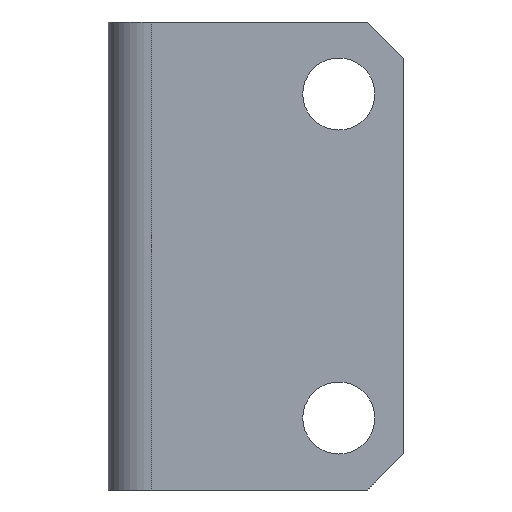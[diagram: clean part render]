
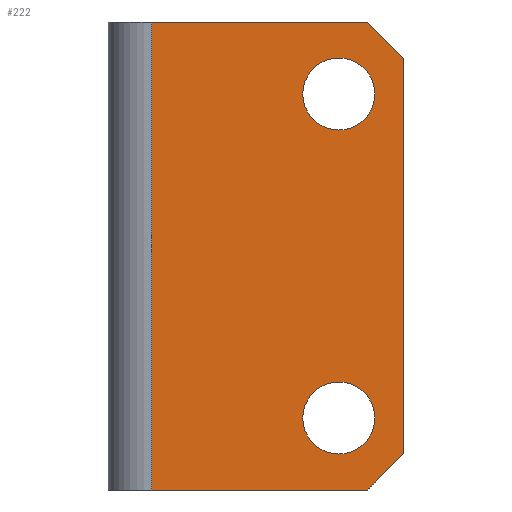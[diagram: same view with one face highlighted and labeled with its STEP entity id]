
A CAD part, front view. The second image highlights one B-rep face of the part: STEP entity #222.
In plain terms, the highlighted planar face has unit normal (0, -1, 0).
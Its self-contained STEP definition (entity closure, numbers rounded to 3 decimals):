
#2 = CIRCLE ( 'NONE', #270, 5. ) ;
#12 = EDGE_LOOP ( 'NONE', ( #147, #825 ) ) ;
#15 = LINE ( 'NONE', #544, #24 ) ;
#17 = FACE_BOUND ( 'NONE', #12, .T. ) ;
#22 = LINE ( 'NONE', #548, #27 ) ;
#24 = VECTOR ( 'NONE', #547, 1000. ) ;
#27 = VECTOR ( 'NONE', #551, 1000. ) ;
#30 = EDGE_LOOP ( 'NONE', ( #740, #813 ) ) ;
#58 = VECTOR ( 'NONE', #600, 1000. ) ;
#61 = VECTOR ( 'NONE', #598, 1000. ) ;
#62 = CIRCLE ( 'NONE', #276, 5. ) ;
#65 = CIRCLE ( 'NONE', #277, 5. ) ;
#66 = LINE ( 'NONE', #599, #58 ) ;
#70 = VECTOR ( 'NONE', #588, 1000. ) ;
#71 = VECTOR ( 'NONE', #590, 1000. ) ;
#72 = LINE ( 'NONE', #589, #71 ) ;
#77 = CIRCLE ( 'NONE', #237, 5. ) ;
#78 = LINE ( 'NONE', #587, #70 ) ;
#79 = LINE ( 'NONE', #597, #61 ) ;
#126 = FACE_OUTER_BOUND ( 'NONE', #172, .T. ) ;
#132 = FACE_BOUND ( 'NONE', #30, .T. ) ;
#147 = ORIENTED_EDGE ( 'NONE', *, *, #316, .T. ) ;
#172 = EDGE_LOOP ( 'NONE', ( #771, #751, #710, #823, #730, #739 ) ) ;
#222 = ADVANCED_FACE ( 'NONE', ( #132, #17, #126 ), #466, .F. ) ;
#237 = AXIS2_PLACEMENT_3D ( 'NONE', #531, #363, #521 ) ;
#245 = EDGE_CURVE ( 'NONE', #432, #415, #77, .T. ) ;
#252 = EDGE_CURVE ( 'NONE', #431, #375, #2, .T. ) ;
#270 = AXIS2_PLACEMENT_3D ( 'NONE', #385, #523, #529 ) ;
#276 = AXIS2_PLACEMENT_3D ( 'NONE', #578, #595, #596 ) ;
#277 = AXIS2_PLACEMENT_3D ( 'NONE', #581, #592, #593 ) ;
#295 = EDGE_CURVE ( 'NONE', #373, #438, #15, .T. ) ;
#297 = EDGE_CURVE ( 'NONE', #413, #414, #22, .T. ) ;
#313 = EDGE_CURVE ( 'NONE', #427, #401, #78, .T. ) ;
#314 = EDGE_CURVE ( 'NONE', #427, #414, #72, .T. ) ;
#315 = EDGE_CURVE ( 'NONE', #375, #431, #65, .T. ) ;
#316 = EDGE_CURVE ( 'NONE', #415, #432, #62, .T. ) ;
#317 = EDGE_CURVE ( 'NONE', #413, #373, #79, .T. ) ;
#318 = EDGE_CURVE ( 'NONE', #438, #401, #66, .T. ) ;
#347 = AXIS2_PLACEMENT_3D ( 'NONE', #465, #464, #463 ) ;
#363 = DIRECTION ( 'NONE',  ( 0., 1., 0. ) ) ;
#373 = VERTEX_POINT ( 'NONE', #643 ) ;
#375 = VERTEX_POINT ( 'NONE', #625 ) ;
#385 = CARTESIAN_POINT ( 'NONE',  ( 32., 0., 55. ) ) ;
#401 = VERTEX_POINT ( 'NONE', #653 ) ;
#413 = VERTEX_POINT ( 'NONE', #659 ) ;
#414 = VERTEX_POINT ( 'NONE', #660 ) ;
#415 = VERTEX_POINT ( 'NONE', #661 ) ;
#427 = VERTEX_POINT ( 'NONE', #670 ) ;
#431 = VERTEX_POINT ( 'NONE', #674 ) ;
#432 = VERTEX_POINT ( 'NONE', #675 ) ;
#438 = VERTEX_POINT ( 'NONE', #679 ) ;
#463 = DIRECTION ( 'NONE',  ( 0., 0., 1. ) ) ;
#464 = DIRECTION ( 'NONE',  ( 0., 1., 0. ) ) ;
#465 = CARTESIAN_POINT ( 'NONE',  ( 0., 0., 65. ) ) ;
#466 = PLANE ( 'NONE',  #347 ) ;
#521 = DIRECTION ( 'NONE',  ( 0., 0., 1. ) ) ;
#523 = DIRECTION ( 'NONE',  ( 0., 1., 0. ) ) ;
#529 = DIRECTION ( 'NONE',  ( 0., 0., 1. ) ) ;
#531 = CARTESIAN_POINT ( 'NONE',  ( 32., 0., 10. ) ) ;
#544 = CARTESIAN_POINT ( 'NONE',  ( 0., 0., 0. ) ) ;
#547 = DIRECTION ( 'NONE',  ( 1., 0., 0. ) ) ;
#548 = CARTESIAN_POINT ( 'NONE',  ( 0., 0., 65. ) ) ;
#551 = DIRECTION ( 'NONE',  ( 1., 0., 0. ) ) ;
#578 = CARTESIAN_POINT ( 'NONE',  ( 32., 0., 10. ) ) ;
#581 = CARTESIAN_POINT ( 'NONE',  ( 32., 0., 55. ) ) ;
#587 = CARTESIAN_POINT ( 'NONE',  ( 41., 0., 65. ) ) ;
#588 = DIRECTION ( 'NONE',  ( 0., 0., -1. ) ) ;
#589 = CARTESIAN_POINT ( 'NONE',  ( 36., 0., 65. ) ) ;
#590 = DIRECTION ( 'NONE',  ( -0.707, 0., 0.707 ) ) ;
#592 = DIRECTION ( 'NONE',  ( 0., 1., 0. ) ) ;
#593 = DIRECTION ( 'NONE',  ( 0., 0., 1. ) ) ;
#595 = DIRECTION ( 'NONE',  ( 0., 1., 0. ) ) ;
#596 = DIRECTION ( 'NONE',  ( 0., 0., 1. ) ) ;
#597 = CARTESIAN_POINT ( 'NONE',  ( 6., 0., 65. ) ) ;
#598 = DIRECTION ( 'NONE',  ( 0., 0., -1. ) ) ;
#599 = CARTESIAN_POINT ( 'NONE',  ( 41., 0., 5. ) ) ;
#600 = DIRECTION ( 'NONE',  ( 0.707, 0., 0.707 ) ) ;
#625 = CARTESIAN_POINT ( 'NONE',  ( 32., 0., 60. ) ) ;
#643 = CARTESIAN_POINT ( 'NONE',  ( 6., 0., 0. ) ) ;
#653 = CARTESIAN_POINT ( 'NONE',  ( 41., 0., 5. ) ) ;
#659 = CARTESIAN_POINT ( 'NONE',  ( 6., 0., 65. ) ) ;
#660 = CARTESIAN_POINT ( 'NONE',  ( 36., 0., 65. ) ) ;
#661 = CARTESIAN_POINT ( 'NONE',  ( 32., 0., 15. ) ) ;
#670 = CARTESIAN_POINT ( 'NONE',  ( 41., 0., 60. ) ) ;
#674 = CARTESIAN_POINT ( 'NONE',  ( 32., 0., 50. ) ) ;
#675 = CARTESIAN_POINT ( 'NONE',  ( 32., 0., 5. ) ) ;
#679 = CARTESIAN_POINT ( 'NONE',  ( 36., 0., 0. ) ) ;
#710 = ORIENTED_EDGE ( 'NONE', *, *, #295, .T. ) ;
#730 = ORIENTED_EDGE ( 'NONE', *, *, #313, .F. ) ;
#739 = ORIENTED_EDGE ( 'NONE', *, *, #314, .T. ) ;
#740 = ORIENTED_EDGE ( 'NONE', *, *, #315, .T. ) ;
#751 = ORIENTED_EDGE ( 'NONE', *, *, #317, .T. ) ;
#771 = ORIENTED_EDGE ( 'NONE', *, *, #297, .F. ) ;
#813 = ORIENTED_EDGE ( 'NONE', *, *, #252, .T. ) ;
#823 = ORIENTED_EDGE ( 'NONE', *, *, #318, .T. ) ;
#825 = ORIENTED_EDGE ( 'NONE', *, *, #245, .T. ) ;
